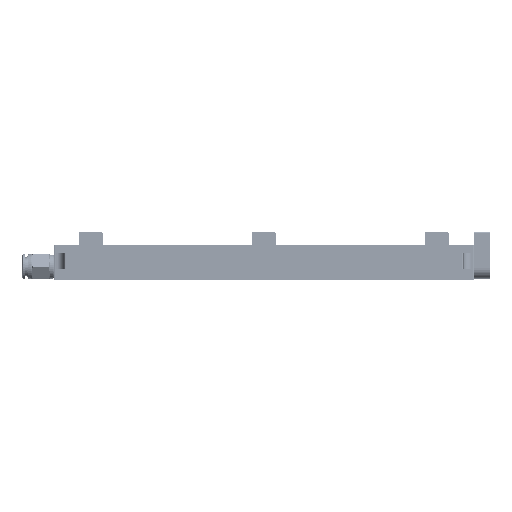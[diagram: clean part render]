
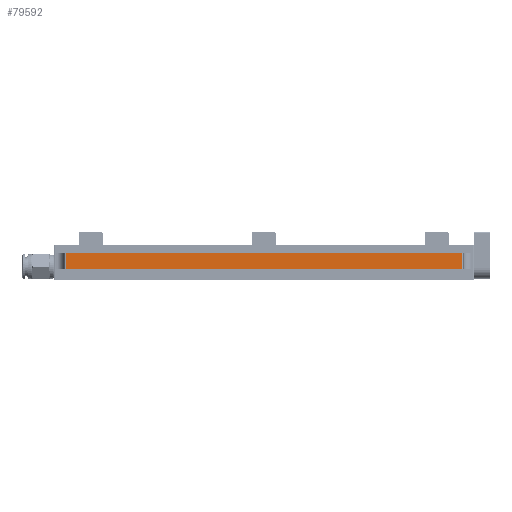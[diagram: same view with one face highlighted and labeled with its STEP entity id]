
A CAD part, front view. The second image highlights one B-rep face of the part: STEP entity #79592.
In plain terms, the highlighted planar face has unit normal (0, -1, 0).
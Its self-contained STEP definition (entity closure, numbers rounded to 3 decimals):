
#2000=PLANE('',#85243);
#2259=VECTOR('',#98107,1.);
#2361=VECTOR('',#98361,1.);
#2378=VECTOR('',#98399,1.);
#2379=VECTOR('',#98400,1.);
#7758=LINE('',#128521,#2259);
#7860=LINE('',#128848,#2361);
#7877=LINE('',#128892,#2378);
#7878=LINE('',#128893,#2379);
#13358=VERTEX_POINT('',#128520);
#13359=VERTEX_POINT('',#128522);
#13500=VERTEX_POINT('',#128847);
#13501=VERTEX_POINT('',#128849);
#27802=EDGE_CURVE('',#13358,#13359,#7758,.T.);
#27973=EDGE_CURVE('',#13501,#13500,#7860,.T.);
#27997=EDGE_CURVE('',#13358,#13501,#7877,.T.);
#27998=EDGE_CURVE('',#13500,#13359,#7878,.T.);
#40831=ORIENTED_EDGE('',*,*,#27802,.F.);
#40832=ORIENTED_EDGE('',*,*,#27997,.T.);
#40833=ORIENTED_EDGE('',*,*,#27973,.T.);
#40834=ORIENTED_EDGE('',*,*,#27998,.T.);
#65372=EDGE_LOOP('',(#40831,#40832,#40833,#40834));
#72505=FACE_BOUND('',#65372,.T.);
#79592=ADVANCED_FACE('',(#72505),#2000,.T.);
#85243=AXIS2_PLACEMENT_3D('',#128891,#98398,$);
#98107=DIRECTION('',(1.,0.,0.));
#98361=DIRECTION('',(1.,0.,0.));
#98398=DIRECTION('',(0.,-1.,0.));
#98399=DIRECTION('',(0.,0.,-1.));
#98400=DIRECTION('',(0.,0.,1.));
#128520=CARTESIAN_POINT('',(9.,8.,0.));
#128521=CARTESIAN_POINT('',(9.,8.,0.));
#128522=CARTESIAN_POINT('',(307.,8.,0.));
#128847=CARTESIAN_POINT('',(307.,8.,-12.));
#128848=CARTESIAN_POINT('',(9.,8.,-12.));
#128849=CARTESIAN_POINT('',(9.,8.,-12.));
#128891=CARTESIAN_POINT('',(8.,8.,-12.));
#128892=CARTESIAN_POINT('',(9.,8.,0.));
#128893=CARTESIAN_POINT('',(307.,8.,-12.));
